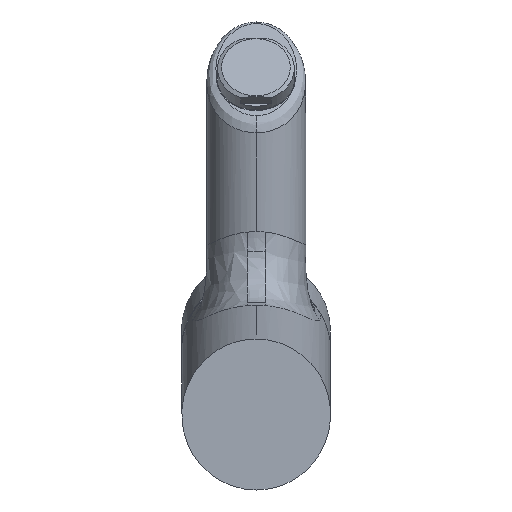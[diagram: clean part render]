
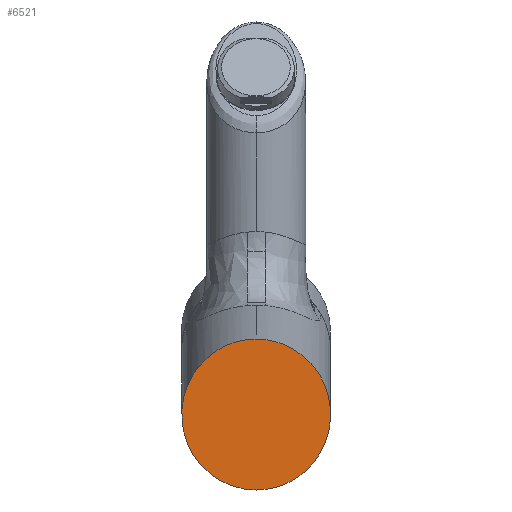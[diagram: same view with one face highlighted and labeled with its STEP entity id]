
A CAD part, front view. The second image highlights one B-rep face of the part: STEP entity #6521.
In plain terms, the highlighted planar face has unit normal (0, -1, 0).
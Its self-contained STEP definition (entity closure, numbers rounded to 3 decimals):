
#168 = EDGE_CURVE ( 'NONE', #8524, #1534, #3878, .T. ) ;
#203 =( BOUNDED_CURVE ( )  B_SPLINE_CURVE ( 3, ( #347, #7988, #7904, #1255 ),
 .UNSPECIFIED., .F., .F. ) 
 B_SPLINE_CURVE_WITH_KNOTS ( ( 4, 4 ),
 ( 0., 3.142 ),
 .UNSPECIFIED. ) 
 CURVE ( )  GEOMETRIC_REPRESENTATION_ITEM ( )  RATIONAL_B_SPLINE_CURVE ( ( 1., 0.333, 0.333, 1. ) ) 
 REPRESENTATION_ITEM ( '' )  );
#347 = CARTESIAN_POINT ( 'NONE',  ( 0.081, 0., 23.66 ) ) ;
#349 = DIRECTION ( 'NONE',  ( -1., 0., 0. ) ) ;
#472 = PLANE ( 'NONE',  #11654 ) ;
#1255 = CARTESIAN_POINT ( 'NONE',  ( 0.081, 0., -23.487 ) ) ;
#1534 = VERTEX_POINT ( 'NONE', #7866 ) ;
#1535 = EDGE_CURVE ( 'NONE', #1534, #8524, #203, .T. ) ;
#2170 = DIRECTION ( 'NONE',  ( 0., -1., 0. ) ) ;
#2382 = EDGE_LOOP ( 'NONE', ( #9817, #7934 ) ) ;
#3878 =( BOUNDED_CURVE ( )  B_SPLINE_CURVE ( 3, ( #5363, #9195, #10133, #5441 ),
 .UNSPECIFIED., .F., .T. ) 
 B_SPLINE_CURVE_WITH_KNOTS ( ( 4, 4 ),
 ( 3.142, 6.283 ),
 .UNSPECIFIED. ) 
 CURVE ( )  GEOMETRIC_REPRESENTATION_ITEM ( )  RATIONAL_B_SPLINE_CURVE ( ( 1., 0.333, 0.333, 1. ) ) 
 REPRESENTATION_ITEM ( '' )  );
#5363 = CARTESIAN_POINT ( 'NONE',  ( 0.081, 0., -23.487 ) ) ;
#5441 = CARTESIAN_POINT ( 'NONE',  ( 0.081, 0., 23.66 ) ) ;
#6521 = ADVANCED_FACE ( 'NONE', ( #7882 ), #472, .T. ) ;
#7866 = CARTESIAN_POINT ( 'NONE',  ( 0.081, 0., 23.66 ) ) ;
#7882 = FACE_OUTER_BOUND ( 'NONE', #2382, .T. ) ;
#7904 = CARTESIAN_POINT ( 'NONE',  ( 46.581, 0., -23.487 ) ) ;
#7934 = ORIENTED_EDGE ( 'NONE', *, *, #168, .F. ) ;
#7988 = CARTESIAN_POINT ( 'NONE',  ( 46.581, 0., 23.66 ) ) ;
#8524 = VERTEX_POINT ( 'NONE', #9694 ) ;
#9195 = CARTESIAN_POINT ( 'NONE',  ( -46.419, 0., -23.487 ) ) ;
#9694 = CARTESIAN_POINT ( 'NONE',  ( 0.081, 0., -23.487 ) ) ;
#9817 = ORIENTED_EDGE ( 'NONE', *, *, #1535, .F. ) ;
#10133 = CARTESIAN_POINT ( 'NONE',  ( -46.419, 0., 23.66 ) ) ;
#11654 = AXIS2_PLACEMENT_3D ( 'NONE', #11688, #2170, #349 ) ;
#11688 = CARTESIAN_POINT ( 'NONE',  ( -23.634, 0., -23.959 ) ) ;
